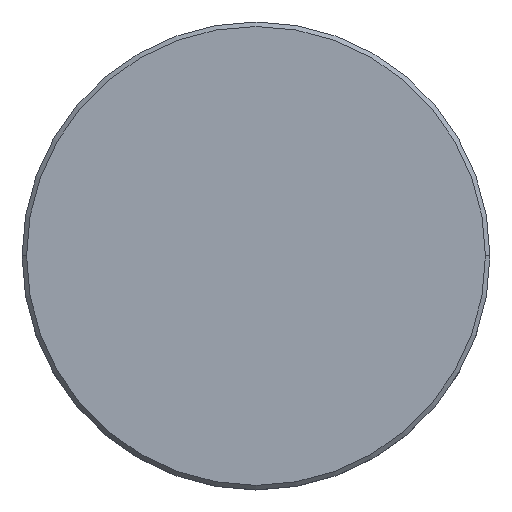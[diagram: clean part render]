
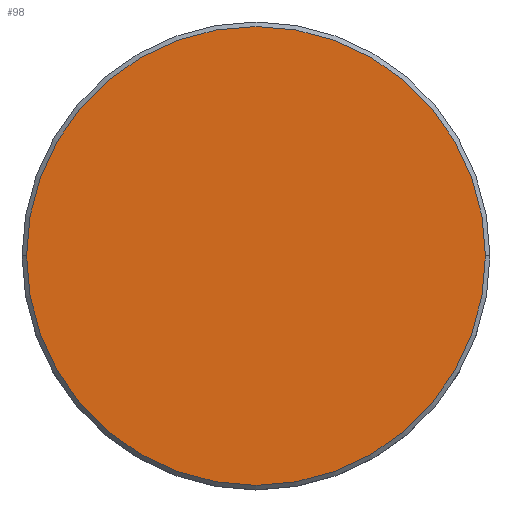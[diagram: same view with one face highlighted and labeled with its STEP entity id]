
A CAD part, top view. The second image highlights one B-rep face of the part: STEP entity #98.
In plain terms, the highlighted planar face has unit normal (0, 0, 1).
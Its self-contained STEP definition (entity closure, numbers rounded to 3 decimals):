
#41 = CIRCLE ( 'NONE', #520, 25.5 ) ;
#77 = AXIS2_PLACEMENT_3D ( 'NONE', #473, #587, #765 ) ;
#98 = ADVANCED_FACE ( 'NONE', ( #452 ), #909, .T. ) ;
#178 = DIRECTION ( 'NONE',  ( 0., 0., 1. ) ) ;
#182 = DIRECTION ( 'NONE',  ( 0., 0., 1. ) ) ;
#227 = ORIENTED_EDGE ( 'NONE', *, *, #1174, .T. ) ;
#272 = AXIS2_PLACEMENT_3D ( 'NONE', #462, #182, #820 ) ;
#334 = ORIENTED_EDGE ( 'NONE', *, *, #673, .T. ) ;
#452 = FACE_OUTER_BOUND ( 'NONE', #892, .T. ) ;
#462 = CARTESIAN_POINT ( 'NONE',  ( 0., 0., 0. ) ) ;
#473 = CARTESIAN_POINT ( 'NONE',  ( 0., 0., 0. ) ) ;
#479 = CARTESIAN_POINT ( 'NONE',  ( -25.5, 0., 0. ) ) ;
#520 = AXIS2_PLACEMENT_3D ( 'NONE', #1073, #178, #622 ) ;
#587 = DIRECTION ( 'NONE',  ( 0., 0., 1. ) ) ;
#596 = CIRCLE ( 'NONE', #77, 25.5 ) ;
#622 = DIRECTION ( 'NONE',  ( 1., 0., 0. ) ) ;
#673 = EDGE_CURVE ( 'NONE', #704, #1105, #41, .T. ) ;
#704 = VERTEX_POINT ( 'NONE', #716 ) ;
#716 = CARTESIAN_POINT ( 'NONE',  ( 25.5, 0., 0. ) ) ;
#765 = DIRECTION ( 'NONE',  ( 1., 0., 0. ) ) ;
#820 = DIRECTION ( 'NONE',  ( 1., 0., 0. ) ) ;
#892 = EDGE_LOOP ( 'NONE', ( #227, #334 ) ) ;
#909 = PLANE ( 'NONE',  #272 ) ;
#1073 = CARTESIAN_POINT ( 'NONE',  ( 0., 0., 0. ) ) ;
#1105 = VERTEX_POINT ( 'NONE', #479 ) ;
#1174 = EDGE_CURVE ( 'NONE', #1105, #704, #596, .T. ) ;
